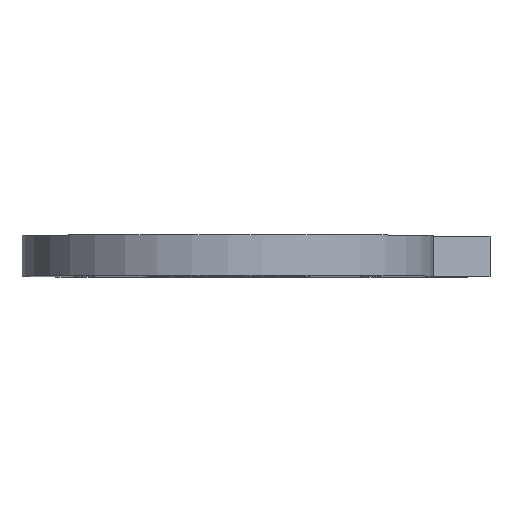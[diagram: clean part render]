
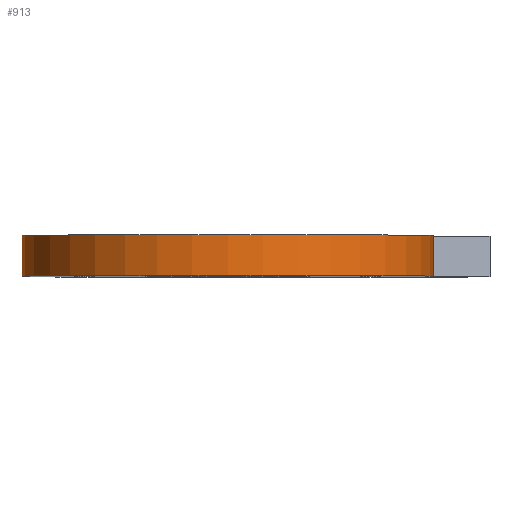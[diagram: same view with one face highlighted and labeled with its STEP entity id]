
A CAD part, top view. The second image highlights one B-rep face of the part: STEP entity #913.
In plain terms, the highlighted cylindrical face has radius 63.881 mm (diameter 127.762 mm), a partial arc.
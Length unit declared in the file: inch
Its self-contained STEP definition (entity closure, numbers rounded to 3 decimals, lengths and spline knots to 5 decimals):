
#24 = VERTEX_POINT ( 'NONE', #263 ) ;
#34 = CARTESIAN_POINT ( 'NONE',  ( 2.515, 0., 5. ) ) ;
#60 = EDGE_CURVE ( 'NONE', #755, #1196, #463, .T. ) ;
#76 = DIRECTION ( 'NONE',  ( 0., 0., 1. ) ) ;
#108 = CARTESIAN_POINT ( 'NONE',  ( 0., 0., 5. ) ) ;
#127 = ORIENTED_EDGE ( 'NONE', *, *, #60, .T. ) ;
#159 = EDGE_LOOP ( 'NONE', ( #127, #1032, #349, #380 ) ) ;
#205 = DIRECTION ( 'NONE',  ( 0., 0., 1. ) ) ;
#227 = CARTESIAN_POINT ( 'NONE',  ( -2.515, 0.5, 5. ) ) ;
#247 = VECTOR ( 'NONE', #308, 39.37008 ) ;
#254 = AXIS2_PLACEMENT_3D ( 'NONE', #108, #722, #76 ) ;
#263 = CARTESIAN_POINT ( 'NONE',  ( -2.515, 0.5, 5. ) ) ;
#268 = DIRECTION ( 'NONE',  ( 0., 1., 0. ) ) ;
#308 = DIRECTION ( 'NONE',  ( 0., -1., 0. ) ) ;
#336 = DIRECTION ( 'NONE',  ( 0., -1., 0. ) ) ;
#349 = ORIENTED_EDGE ( 'NONE', *, *, #781, .F. ) ;
#380 = ORIENTED_EDGE ( 'NONE', *, *, #691, .T. ) ;
#450 = VERTEX_POINT ( 'NONE', #1061 ) ;
#463 = CIRCLE ( 'NONE', #254, 2.515 ) ;
#563 = CYLINDRICAL_SURFACE ( 'NONE', #1180, 2.515 ) ;
#609 = CARTESIAN_POINT ( 'NONE',  ( 0., 0.5, 5. ) ) ;
#691 = EDGE_CURVE ( 'NONE', #24, #755, #750, .T. ) ;
#722 = DIRECTION ( 'NONE',  ( 0., 1., 0. ) ) ;
#750 = LINE ( 'NONE', #227, #247 ) ;
#755 = VERTEX_POINT ( 'NONE', #1070 ) ;
#779 = DIRECTION ( 'NONE',  ( 0., 0., -1. ) ) ;
#781 = EDGE_CURVE ( 'NONE', #24, #450, #1095, .T. ) ;
#913 = ADVANCED_FACE ( 'NONE', ( #1105 ), #563, .T. ) ;
#953 = LINE ( 'NONE', #1163, #1094 ) ;
#978 = AXIS2_PLACEMENT_3D ( 'NONE', #1160, #268, #205 ) ;
#1026 = EDGE_CURVE ( 'NONE', #450, #1196, #953, .T. ) ;
#1032 = ORIENTED_EDGE ( 'NONE', *, *, #1026, .F. ) ;
#1061 = CARTESIAN_POINT ( 'NONE',  ( 2.515, 0.5, 5. ) ) ;
#1070 = CARTESIAN_POINT ( 'NONE',  ( -2.515, 0., 5. ) ) ;
#1088 = DIRECTION ( 'NONE',  ( 0., -1., 0. ) ) ;
#1094 = VECTOR ( 'NONE', #1088, 39.37008 ) ;
#1095 = CIRCLE ( 'NONE', #978, 2.515 ) ;
#1105 = FACE_OUTER_BOUND ( 'NONE', #159, .T. ) ;
#1160 = CARTESIAN_POINT ( 'NONE',  ( 0., 0.5, 5. ) ) ;
#1163 = CARTESIAN_POINT ( 'NONE',  ( 2.515, 0.5, 5. ) ) ;
#1180 = AXIS2_PLACEMENT_3D ( 'NONE', #609, #336, #779 ) ;
#1196 = VERTEX_POINT ( 'NONE', #34 ) ;
